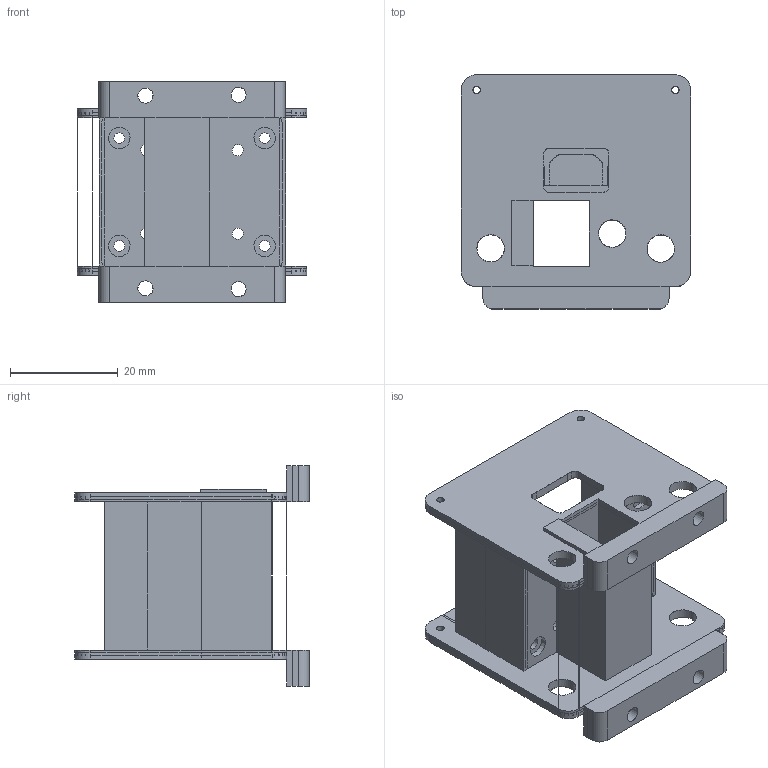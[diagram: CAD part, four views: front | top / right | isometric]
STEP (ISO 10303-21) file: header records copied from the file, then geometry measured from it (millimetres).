
FILE_DESCRIPTION(/* description */ ('CAx-IF Rec.Pracs.---Representation and Presentation of Product Manufacturing Information (PMI)---4.0---2014-10-13','CAx-IF Rec.Pracs.---3D Tessellated Geometry---0.4---2014-09-14','2;1'),/* implementation_level */ '2;1');
FILE_NAME(/* name */ 'sensor_base_1',/* time_stamp */ '2024-01-12T00:50:27+08:00',/* author */ (''),/* organization */ (''),/* preprocessor_version */ 'ST-DEVELOPER v18.102',/* originating_system */ 'SIEMENS PLM Software NX 2023',/* authorisation */ $);
FILE_SCHEMA (('AP242_MANAGED_MODEL_BASED_3D_ENGINEERING_MIM_LF { 1 0 10303 442 3 1 4 }'));
Length unit declared in the file: millimetre
Products named in the file (1): sensor_base_1
Bounding box: 42.56 x 43.5 x 40.9 mm (x, y, z)
Volume: 11252.4 mm3; surface area: 14267.7 mm2
Topology: 1 solids, 1 shells, 395 faces, 310 edges, 630 vertices
Faces by surface type: other 395
Entity records: 7349 total; most frequent: TESSELLATED_CONNECTING_EDGE 975, STYLED_ITEM 705, PRESENTATION_STYLE_ASSIGNMENT 705, DIRECTION 446, SURFACE_STYLE_USAGE 395, SURFACE_SIDE_STYLE 395, SURFACE_STYLE_FILL_AREA 395, FILL_AREA_STYLE 395
